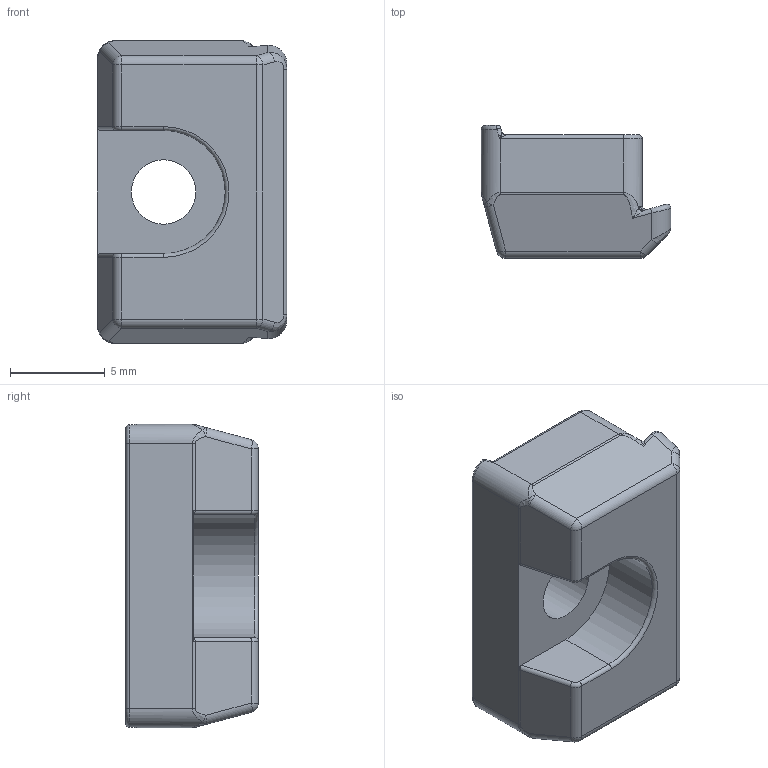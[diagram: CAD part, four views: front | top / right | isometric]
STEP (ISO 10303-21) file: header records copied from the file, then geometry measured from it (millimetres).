
FILE_DESCRIPTION(/* description */ (''),/* implementation_level */ '2;1');
FILE_NAME(/* name */ 'CAD_108216.stp',/* time_stamp */ '2021-01-19T09:58:36+01:00',/* author */ ('Hypex'),/* organization */ ('Hypex'),/* preprocessor_version */ 'ST-DEVELOPER v18',/* originating_system */ 'Autodesk Inventor 2020',/* authorisation */ '');
FILE_SCHEMA (('AUTOMOTIVE_DESIGN { 1 0 10303 214 3 1 1 }'));
Length unit declared in the file: millimetre
Products named in the file (1): CAD_108216
Bounding box: 10 x 7 x 16 mm (x, y, z)
Volume: 731.9 mm3; surface area: 644.5 mm2
Topology: 1 solids, 1 shells, 96 faces, 218 edges, 122 vertices
Faces by surface type: cylinder 35, bspline 26, plane 18, torus 9, sphere 8
Full cylindrical faces by diameter (mm): 3.4 x1
Entity records: 3247 total; most frequent: CARTESIAN_POINT 1118, DIRECTION 449, ORIENTED_EDGE 432, EDGE_CURVE 216, AXIS2_PLACEMENT_3D 188, VERTEX_POINT 122, EDGE_LOOP 98, FACE_OUTER_BOUND 96
